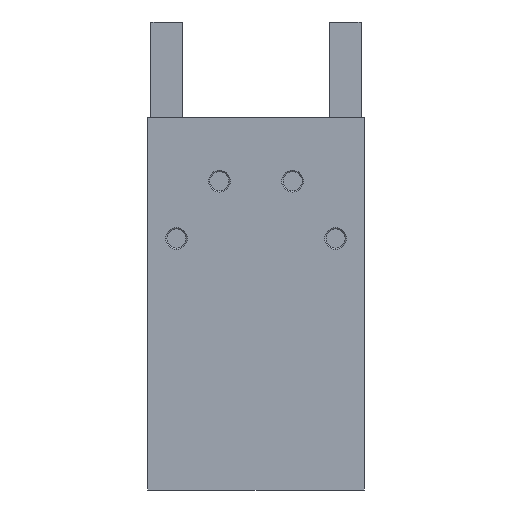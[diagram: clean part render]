
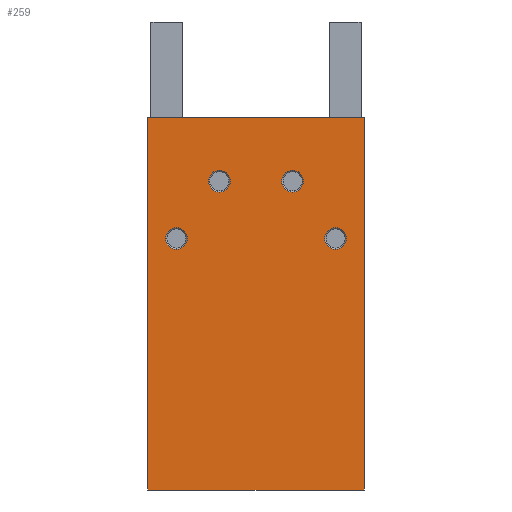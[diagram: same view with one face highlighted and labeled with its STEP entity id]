
A CAD part, left-side view. The second image highlights one B-rep face of the part: STEP entity #259.
In plain terms, the highlighted face is planar.
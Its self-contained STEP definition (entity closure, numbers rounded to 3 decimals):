
#259 = ADVANCED_FACE( '', ( #516, #517, #518, #519, #520 ), #521, .F. );
#516 = FACE_BOUND( '', #867, .T. );
#517 = FACE_BOUND( '', #868, .T. );
#518 = FACE_BOUND( '', #869, .T. );
#519 = FACE_BOUND( '', #870, .T. );
#520 = FACE_OUTER_BOUND( '', #871, .T. );
#521 = PLANE( '', #872 );
#867 = EDGE_LOOP( '', ( #1650 ) );
#868 = EDGE_LOOP( '', ( #1651 ) );
#869 = EDGE_LOOP( '', ( #1652 ) );
#870 = EDGE_LOOP( '', ( #1653 ) );
#871 = EDGE_LOOP( '', ( #1654, #1655, #1656, #1657 ) );
#872 = AXIS2_PLACEMENT_3D( '', #1658, #1659, #1660 );
#1650 = ORIENTED_EDGE( '', *, *, #2257, .F. );
#1651 = ORIENTED_EDGE( '', *, *, #2258, .F. );
#1652 = ORIENTED_EDGE( '', *, *, #2259, .F. );
#1653 = ORIENTED_EDGE( '', *, *, #2260, .F. );
#1654 = ORIENTED_EDGE( '', *, *, #2251, .T. );
#1655 = ORIENTED_EDGE( '', *, *, #2058, .F. );
#1656 = ORIENTED_EDGE( '', *, *, #2189, .F. );
#1657 = ORIENTED_EDGE( '', *, *, #2066, .T. );
#1658 = CARTESIAN_POINT( '', ( 28., 17., 11. ) );
#1659 = DIRECTION( '', ( 0., 0., -1. ) );
#1660 = DIRECTION( '', ( -1., 0., 0. ) );
#2058 = EDGE_CURVE( '', #2379, #2381, #2382, .T. );
#2066 = EDGE_CURVE( '', #2397, #2395, #2398, .T. );
#2189 = EDGE_CURVE( '', #2397, #2379, #2610, .T. );
#2251 = EDGE_CURVE( '', #2395, #2381, #2700, .T. );
#2257 = EDGE_CURVE( '', #2710, #2710, #2711, .T. );
#2258 = EDGE_CURVE( '', #2712, #2712, #2713, .T. );
#2259 = EDGE_CURVE( '', #2714, #2714, #2715, .T. );
#2260 = EDGE_CURVE( '', #2716, #2716, #2717, .T. );
#2379 = VERTEX_POINT( '', #2966 );
#2381 = VERTEX_POINT( '', #2969 );
#2382 = LINE( '', #2970, #2971 );
#2395 = VERTEX_POINT( '', #2989 );
#2397 = VERTEX_POINT( '', #2992 );
#2398 = LINE( '', #2993, #2994 );
#2610 = LINE( '', #3277, #3278 );
#2700 = LINE( '', #3421, #3422 );
#2710 = VERTEX_POINT( '', #3433 );
#2711 = CIRCLE( '', #3434, 1.7 );
#2712 = VERTEX_POINT( '', #3435 );
#2713 = CIRCLE( '', #3436, 1.7 );
#2714 = VERTEX_POINT( '', #3437 );
#2715 = CIRCLE( '', #3438, 1.7 );
#2716 = VERTEX_POINT( '', #3439 );
#2717 = CIRCLE( '', #3440, 1.7 );
#2966 = CARTESIAN_POINT( '', ( 58.5, -17., 11. ) );
#2969 = CARTESIAN_POINT( '', ( 0., -17., 11. ) );
#2970 = CARTESIAN_POINT( '', ( 28., -17., 11. ) );
#2971 = VECTOR( '', #3675, 1000. );
#2989 = CARTESIAN_POINT( '', ( 0., 17., 11. ) );
#2992 = CARTESIAN_POINT( '', ( 58.5, 17., 11. ) );
#2993 = CARTESIAN_POINT( '', ( 28., 17., 11. ) );
#2994 = VECTOR( '', #3685, 1000. );
#3277 = CARTESIAN_POINT( '', ( 58.5, 17., 11. ) );
#3278 = VECTOR( '', #3895, 1000. );
#3421 = CARTESIAN_POINT( '', ( 0., 17., 11. ) );
#3422 = VECTOR( '', #3973, 1000. );
#3433 = CARTESIAN_POINT( '', ( 11.7, -5.75, 11. ) );
#3434 = AXIS2_PLACEMENT_3D( '', #3987, #3988, #3989 );
#3435 = CARTESIAN_POINT( '', ( 11.7, 5.75, 11. ) );
#3436 = AXIS2_PLACEMENT_3D( '', #3990, #3991, #3992 );
#3437 = CARTESIAN_POINT( '', ( 20.7, -12.5, 11. ) );
#3438 = AXIS2_PLACEMENT_3D( '', #3993, #3994, #3995 );
#3439 = CARTESIAN_POINT( '', ( 20.7, 12.5, 11. ) );
#3440 = AXIS2_PLACEMENT_3D( '', #3996, #3997, #3998 );
#3675 = DIRECTION( '', ( -1., 0., 0. ) );
#3685 = DIRECTION( '', ( -1., 0., 0. ) );
#3895 = DIRECTION( '', ( 0., -1., 0. ) );
#3973 = DIRECTION( '', ( 0., -1., 0. ) );
#3987 = CARTESIAN_POINT( '', ( 10., -5.75, 11. ) );
#3988 = DIRECTION( '', ( 0., 0., 1. ) );
#3989 = DIRECTION( '', ( 1., 0., 0. ) );
#3990 = CARTESIAN_POINT( '', ( 10., 5.75, 11. ) );
#3991 = DIRECTION( '', ( 0., 0., 1. ) );
#3992 = DIRECTION( '', ( 1., 0., 0. ) );
#3993 = CARTESIAN_POINT( '', ( 19., -12.5, 11. ) );
#3994 = DIRECTION( '', ( 0., 0., 1. ) );
#3995 = DIRECTION( '', ( 1., 0., 0. ) );
#3996 = CARTESIAN_POINT( '', ( 19., 12.5, 11. ) );
#3997 = DIRECTION( '', ( 0., 0., 1. ) );
#3998 = DIRECTION( '', ( 1., 0., 0. ) );
